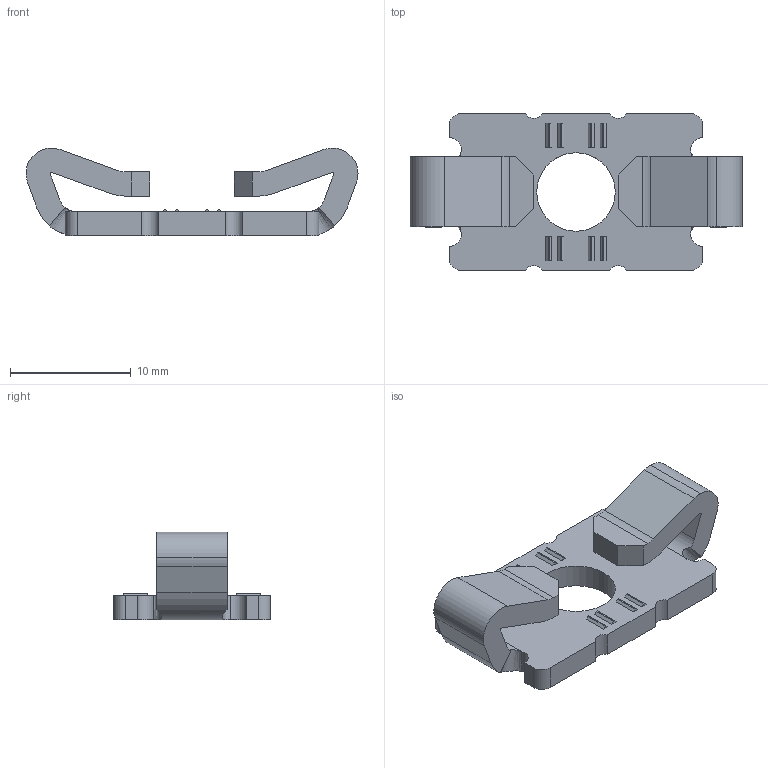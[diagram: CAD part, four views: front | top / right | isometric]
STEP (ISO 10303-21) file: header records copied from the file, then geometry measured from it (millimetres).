
FILE_DESCRIPTION (( 'STEP AP203' ), '1' );
FILE_NAME ('262311002_c_1.STEP', '2023-01-30T03:15:40', ( '' ), ( '' ), 'SwSTEP 2.0', 'SolidWorks 2014', '' );
FILE_SCHEMA (( 'CONFIG_CONTROL_DESIGN' ));
Length unit declared in the file: millimetre
Products named in the file (1): 262311002_c_1
Bounding box: 27.5 x 13 x 7.27 mm (x, y, z)
Volume: 800.2 mm3; surface area: 1104.8 mm2
Topology: 1 solids, 1 shells, 110 faces, 292 edges, 192 vertices
Faces by surface type: plane 74, cylinder 32, bspline 4
Entity records: 3865 total; most frequent: CARTESIAN_POINT 1011, ORIENTED_EDGE 584, DIRECTION 562, EDGE_CURVE 292, LINE 220, VECTOR 220, VERTEX_POINT 192, AXIS2_PLACEMENT_3D 171
